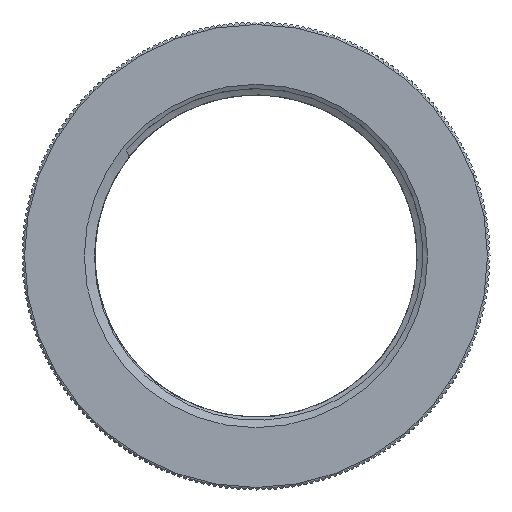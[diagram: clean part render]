
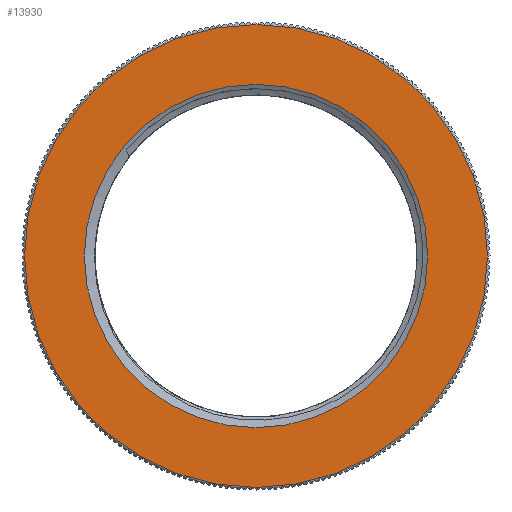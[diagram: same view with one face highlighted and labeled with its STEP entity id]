
A CAD part, left-side view. The second image highlights one B-rep face of the part: STEP entity #13930.
In plain terms, the highlighted planar face has unit normal (-1, 0, 0).
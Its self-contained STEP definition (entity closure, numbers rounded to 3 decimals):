
#3146=PLANE('',#15168);
#3155=FACE_BOUND('',#4638,.T.);
#3892=FACE_OUTER_BOUND('',#4637,.T.);
#4637=EDGE_LOOP('',(#12462));
#4638=EDGE_LOOP('',(#12463));
#4647=CIRCLE('',#13946,20.531);
#5139=CIRCLE('',#15166,27.685);
#5159=VERTEX_POINT('',#18391);
#6616=VERTEX_POINT('',#27401);
#6622=EDGE_CURVE('',#5159,#5159,#4647,.T.);
#8807=EDGE_CURVE('',#6616,#6616,#5139,.T.);
#12462=ORIENTED_EDGE('',*,*,#8807,.F.);
#12463=ORIENTED_EDGE('',*,*,#6622,.T.);
#13930=ADVANCED_FACE('',(#3892,#3155),#3146,.T.);
#13946=AXIS2_PLACEMENT_3D('',#18392,#15183,#15184);
#15166=AXIS2_PLACEMENT_3D('',#27402,#18343,#18344);
#15168=AXIS2_PLACEMENT_3D('',#27404,#18347,#18348);
#15183=DIRECTION('center_axis',(1.,0.,0.));
#15184=DIRECTION('ref_axis',(0.,1.,0.));
#18343=DIRECTION('center_axis',(1.,0.,0.));
#18344=DIRECTION('ref_axis',(0.,0.,-1.));
#18347=DIRECTION('center_axis',(-1.,0.,0.));
#18348=DIRECTION('ref_axis',(0.,0.,1.));
#18391=CARTESIAN_POINT('',(-14.,20.531,0.));
#18392=CARTESIAN_POINT('Origin',(-14.,0.,0.));
#27401=CARTESIAN_POINT('',(-14.,27.685,0.));
#27402=CARTESIAN_POINT('Origin',(-14.,0.,0.));
#27404=CARTESIAN_POINT('Origin',(-14.,27.685,0.));
